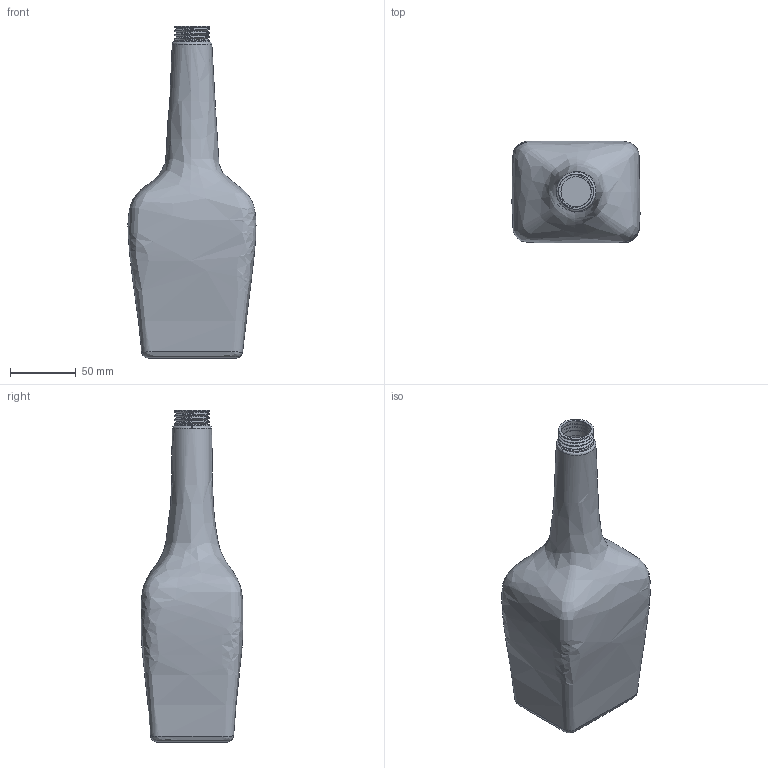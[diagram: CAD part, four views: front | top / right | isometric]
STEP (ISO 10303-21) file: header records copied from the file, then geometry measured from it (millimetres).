
FILE_DESCRIPTION(/* description */ (''),/* implementation_level */ '2;1');
FILE_NAME(/* name */ 'Bottle_Loft v2.step',/* time_stamp */ '2026-01-17T10:24:25-06:00',/* author */ (''),/* organization */ (''),/* preprocessor_version */ 'ST-DEVELOPER v20.1',/* originating_system */ 'Autodesk Translation Framework v14.10.0.0',/* authorisation */ '');
FILE_SCHEMA (('AUTOMOTIVE_DESIGN { 1 0 10303 214 3 1 1 }'));
Length unit declared in the file: millimetre
Products named in the file (2): Bottle_Loft; Glass Bottle
Assembly tree (1 placements, depth 2):
  Bottle_Loft
    Glass Bottle
Bounding box: 97.56 x 77.73 x 253 mm (x, y, z)
Volume: 114777.5 mm3; surface area: 116257 mm2
Topology: 1 solids, 1 shells, 24 faces, 90 edges, 70 vertices
Faces by surface type: cylinder 10, bspline 8, plane 6
Full cylindrical faces by diameter (mm): 23 x1, 23.329 x3, 26.765 x4
Entity records: 11324 total; most frequent: CARTESIAN_POINT 10625, ORIENTED_EDGE 180, EDGE_CURVE 90, DIRECTION 72, VERTEX_POINT 70, B_SPLINE_CURVE_WITH_KNOTS 68, AXIS2_PLACEMENT_3D 31, EDGE_LOOP 26
